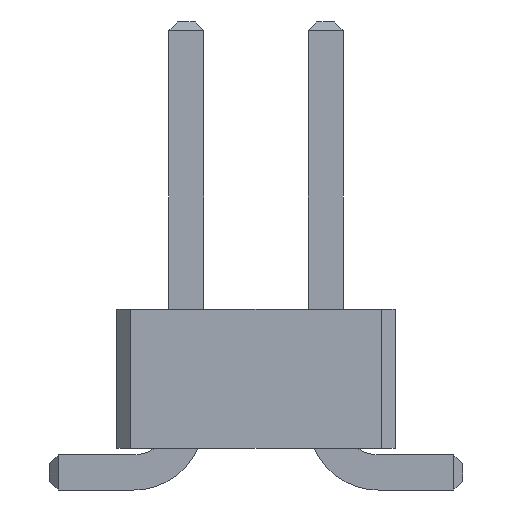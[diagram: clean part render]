
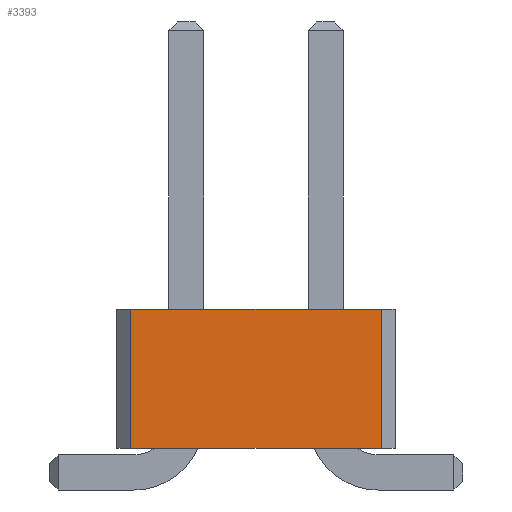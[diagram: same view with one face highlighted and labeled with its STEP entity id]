
A CAD part, front view. The second image highlights one B-rep face of the part: STEP entity #3393.
In plain terms, the highlighted planar face has unit normal (0, -1, 0).
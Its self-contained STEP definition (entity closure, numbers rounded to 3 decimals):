
#311 = VERTEX_POINT('',#312);
#312 = CARTESIAN_POINT('',(2.286,-12.7,0.76));
#318 = EDGE_CURVE('',#319,#311,#321,.T.);
#319 = VERTEX_POINT('',#320);
#320 = CARTESIAN_POINT('',(-2.286,-12.7,0.76));
#321 = LINE('',#322,#323);
#322 = CARTESIAN_POINT('',(-2.54,-12.7,0.76));
#323 = VECTOR('',#324,1.);
#324 = DIRECTION('',(1.,0.,0.));
#1511 = VERTEX_POINT('',#1512);
#1512 = CARTESIAN_POINT('',(-2.286,-12.7,3.3));
#1518 = EDGE_CURVE('',#1511,#1519,#1521,.T.);
#1519 = VERTEX_POINT('',#1520);
#1520 = CARTESIAN_POINT('',(2.286,-12.7,3.3));
#1521 = LINE('',#1522,#1523);
#1522 = CARTESIAN_POINT('',(-2.54,-12.7,3.3));
#1523 = VECTOR('',#1524,1.);
#1524 = DIRECTION('',(1.,0.,0.));
#3383 = EDGE_CURVE('',#319,#1511,#3384,.T.);
#3384 = LINE('',#3385,#3386);
#3385 = CARTESIAN_POINT('',(-2.286,-12.7,0.76));
#3386 = VECTOR('',#3387,1.);
#3387 = DIRECTION('',(0.,0.,1.));
#3393 = ADVANCED_FACE('',(#3394),#3405,.F.);
#3394 = FACE_BOUND('',#3395,.F.);
#3395 = EDGE_LOOP('',(#3396,#3397,#3398,#3399));
#3396 = ORIENTED_EDGE('',*,*,#318,.F.);
#3397 = ORIENTED_EDGE('',*,*,#3383,.T.);
#3398 = ORIENTED_EDGE('',*,*,#1518,.T.);
#3399 = ORIENTED_EDGE('',*,*,#3400,.F.);
#3400 = EDGE_CURVE('',#311,#1519,#3401,.T.);
#3401 = LINE('',#3402,#3403);
#3402 = CARTESIAN_POINT('',(2.286,-12.7,0.76));
#3403 = VECTOR('',#3404,1.);
#3404 = DIRECTION('',(0.,0.,1.));
#3405 = PLANE('',#3406);
#3406 = AXIS2_PLACEMENT_3D('',#3407,#3408,#3409);
#3407 = CARTESIAN_POINT('',(-2.54,-12.7,0.76));
#3408 = DIRECTION('',(0.,1.,0.));
#3409 = DIRECTION('',(1.,0.,0.));
